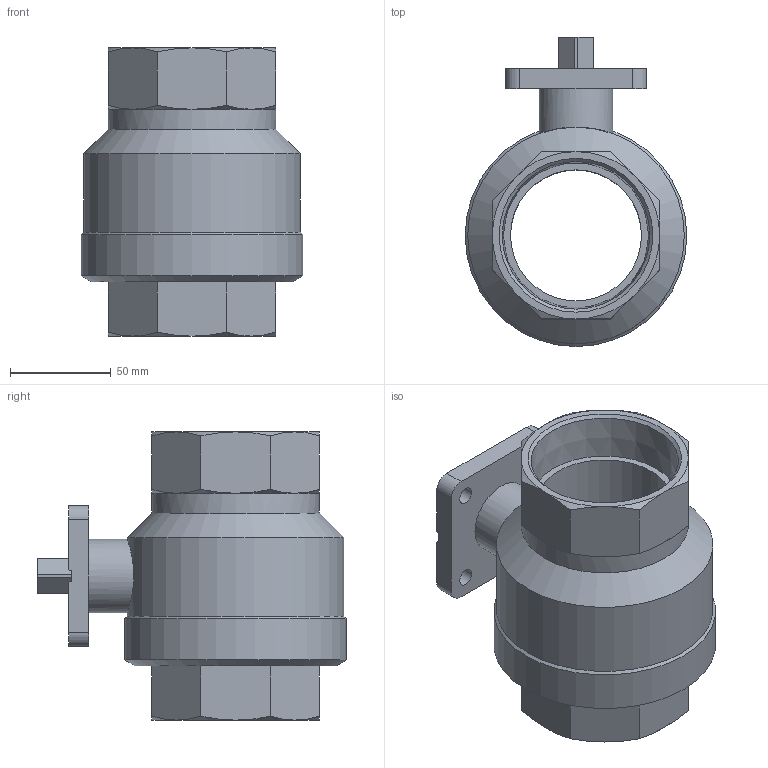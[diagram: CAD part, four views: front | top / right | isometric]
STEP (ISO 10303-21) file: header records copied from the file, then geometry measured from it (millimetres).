
FILE_DESCRIPTION(/* description */ ('STEP AP214'),/* implementation_level */ '2;1');
FILE_NAME(/* name */ '534310_VAPB-2_1_2-F-25-F07',/* time_stamp */ '2024-09-16T08:24:40+02:00',/* author */ ('License CC BY-ND 4.0'),/* organization */ ('CADENAS'),/* preprocessor_version */ 'ST-DEVELOPER v19.3',/* originating_system */ 'PARTsolutions',/* authorisation */ ' ');
FILE_SCHEMA (('AUTOMOTIVE_DESIGN {1 0 10303 214 3 1 1}'));
Length unit declared in the file: millimetre
Products named in the file (1): 534310 VAPB-2 1/2-F-25-F07
Bounding box: 110 x 153.25 x 143 mm (x, y, z)
Volume: 605648.5 mm3; surface area: 97092.7 mm2
Topology: 1 solids, 1 shells, 102 faces, 255 edges, 160 vertices
Faces by surface type: plane 53, cone 35, cylinder 14
Full cylindrical faces by diameter (mm): 4.134 x1, 8.5 x4, 36.5 x1, 65 x1, 83 x1, 107.5 x1, 110 x1
Entity records: 3033 total; most frequent: CARTESIAN_POINT 734, ORIENTED_EDGE 460, DIRECTION 440, EDGE_CURVE 230, AXIS2_PLACEMENT_3D 168, VERTEX_POINT 155, FACE_BOUND 137, EDGE_LOOP 136
